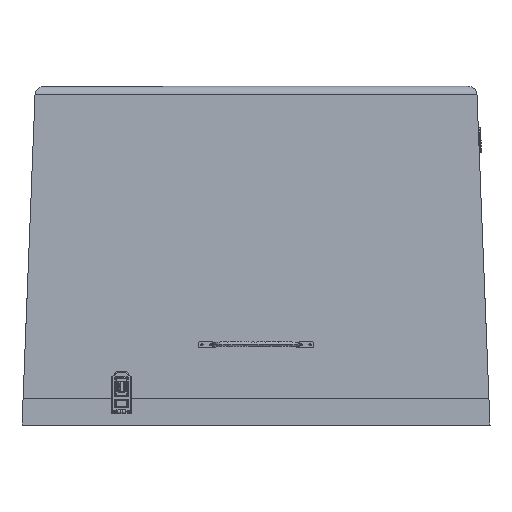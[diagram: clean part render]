
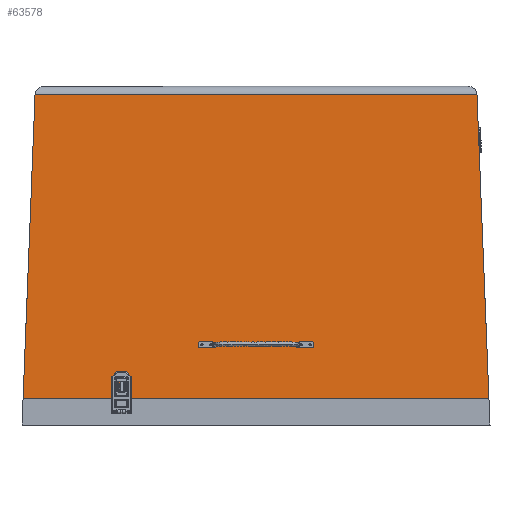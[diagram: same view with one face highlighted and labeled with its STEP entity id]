
A CAD part, top view. The second image highlights one B-rep face of the part: STEP entity #63578.
In plain terms, the highlighted planar face has unit normal (0, 0.039, 0.999).
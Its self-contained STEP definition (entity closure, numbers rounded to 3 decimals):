
#34293 = DIRECTION ( 'NONE',  ( 0.039, -0.998, 0.039 ) ) ;
#36970 = PLANE ( 'NONE',  #145655 ) ;
#37799 = ORIENTED_EDGE ( 'NONE', *, *, #119214, .F. ) ;
#39275 = VERTEX_POINT ( 'NONE', #139291 ) ;
#41085 = EDGE_CURVE ( 'NONE', #161209, #41332, #141394, .T. ) ;
#41332 = VERTEX_POINT ( 'NONE', #104597 ) ;
#49718 = DIRECTION ( 'NONE',  ( 1., 0., 0. ) ) ;
#63578 = ADVANCED_FACE ( 'NONE', ( #110477 ), #36970, .T. ) ;
#64541 = CARTESIAN_POINT ( 'NONE',  ( -2743.008, -12.241, -284.459 ) ) ;
#66358 = DIRECTION ( 'NONE',  ( -0.039, -0.998, 0.039 ) ) ;
#67165 = DIRECTION ( 'NONE',  ( 0., 0.039, 0.999 ) ) ;
#73275 = VECTOR ( 'NONE', #49718, 1000. ) ;
#77082 = VECTOR ( 'NONE', #34293, 1000. ) ;
#77426 = EDGE_CURVE ( 'NONE', #79748, #39275, #133296, .T. ) ;
#79748 = VERTEX_POINT ( 'NONE', #139248 ) ;
#81789 = ORIENTED_EDGE ( 'NONE', *, *, #41085, .T. ) ;
#84363 = EDGE_LOOP ( 'NONE', ( #37799, #154338, #95295, #81789 ) ) ;
#87178 = CARTESIAN_POINT ( 'NONE',  ( -2768.65, -585.637, -261.825 ) ) ;
#89279 = VECTOR ( 'NONE', #114762, 1000. ) ;
#94707 = EDGE_CURVE ( 'NONE', #79748, #161209, #105999, .T. ) ;
#95295 = ORIENTED_EDGE ( 'NONE', *, *, #94707, .T. ) ;
#104597 = CARTESIAN_POINT ( 'NONE',  ( -1438.158, -585.637, -261.825 ) ) ;
#105046 = VECTOR ( 'NONE', #66358, 1000. ) ;
#105999 = LINE ( 'NONE', #64541, #105046 ) ;
#106829 = DIRECTION ( 'NONE',  ( 0., -0.999, 0.039 ) ) ;
#109314 = CARTESIAN_POINT ( 'NONE',  ( -2765.642, -585.637, -261.825 ) ) ;
#110477 = FACE_OUTER_BOUND ( 'NONE', #84363, .T. ) ;
#114762 = DIRECTION ( 'NONE',  ( 1., 0., 0. ) ) ;
#119214 = EDGE_CURVE ( 'NONE', #39275, #41332, #162837, .T. ) ;
#119551 = CARTESIAN_POINT ( 'NONE',  ( -2768.65, 278.965, -295.954 ) ) ;
#133296 = LINE ( 'NONE', #119551, #73275 ) ;
#139248 = CARTESIAN_POINT ( 'NONE',  ( -2731.513, 278.965, -295.954 ) ) ;
#139291 = CARTESIAN_POINT ( 'NONE',  ( -1472.287, 278.965, -295.954 ) ) ;
#141394 = LINE ( 'NONE', #87178, #89279 ) ;
#145655 = AXIS2_PLACEMENT_3D ( 'NONE', #162789, #67165, #106829 ) ;
#154338 = ORIENTED_EDGE ( 'NONE', *, *, #77426, .F. ) ;
#161209 = VERTEX_POINT ( 'NONE', #109314 ) ;
#162789 = CARTESIAN_POINT ( 'NONE',  ( -2768.65, -11.23, -284.499 ) ) ;
#162837 = LINE ( 'NONE', #174764, #77082 ) ;
#174764 = CARTESIAN_POINT ( 'NONE',  ( -1462.864, 40.234, -286.53 ) ) ;
